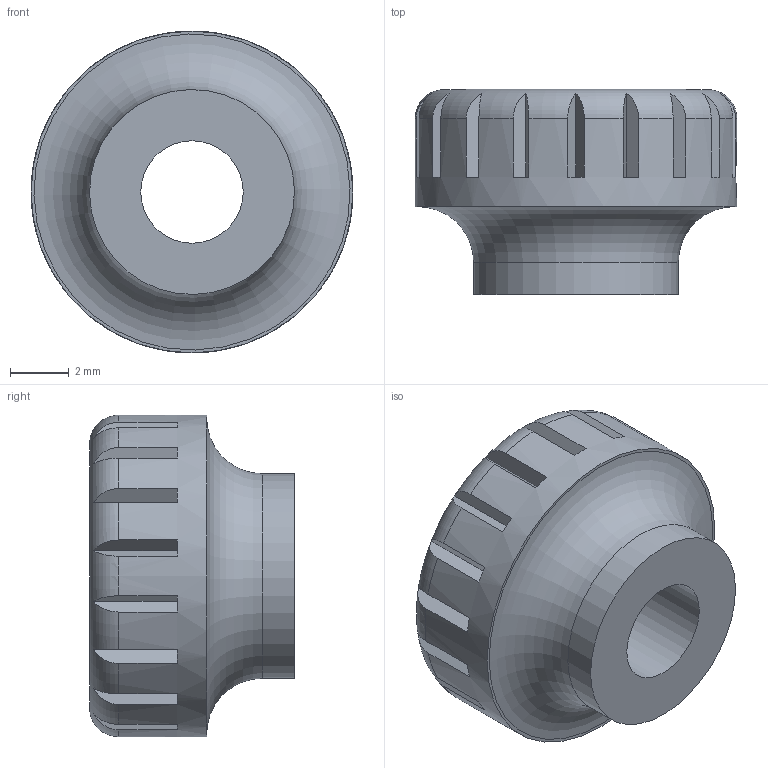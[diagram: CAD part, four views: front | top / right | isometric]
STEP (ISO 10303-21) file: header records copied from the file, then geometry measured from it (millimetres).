
FILE_DESCRIPTION(/* description */ (''),/* implementation_level */ '2;1');
FILE_NAME(/* name */ 'STEP_HYPERCUBE-EVO-0001_NGENv1.5_bouton_serrage_roulement.step',/* time_stamp */ '2021-02-26T10:12:54+01:00',/* author */ (''),/* organization */ (''),/* preprocessor_version */ 'ST-DEVELOPER v18.1',/* originating_system */ 'Autodesk Translation Framework v9.7.1.1290',/* authorisation */ '');
FILE_SCHEMA (('AUTOMOTIVE_DESIGN { 1 0 10303 214 3 1 1 }'));
Length unit declared in the file: millimetre
Products named in the file (2): STEP_HYPERCUBE-EVO-0001_NGEN; HYPERCUBE-EVO-0028_NGEN
Assembly tree (1 placements, depth 2):
  STEP_HYPERCUBE-EVO-0001_NGEN
    HYPERCUBE-EVO-0028_NGEN
Bounding box: 11 x 7 x 11 mm (x, y, z)
Volume: 384.1 mm3; surface area: 473.3 mm2
Topology: 1 solids, 1 shells, 69 faces, 195 edges, 130 vertices
Faces by surface type: plane 64, cylinder 3, torus 2
Full cylindrical faces by diameter (mm): 3.5 x1, 7 x1, 11 x1
Entity records: 2474 total; most frequent: CARTESIAN_POINT 649, ORIENTED_EDGE 390, DIRECTION 351, EDGE_CURVE 195, VERTEX_POINT 130, AXIS2_PLACEMENT_3D 120, LINE 111, VECTOR 111
